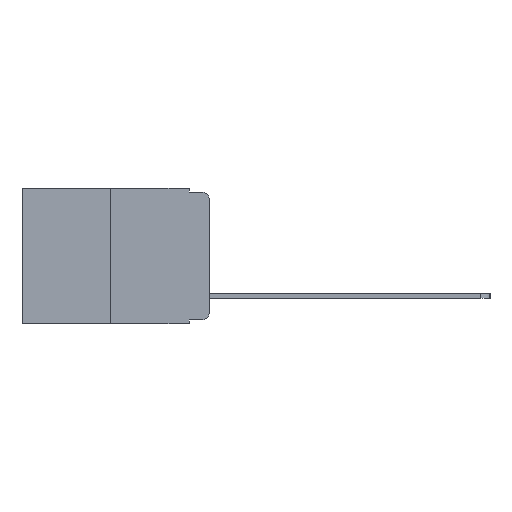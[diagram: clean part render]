
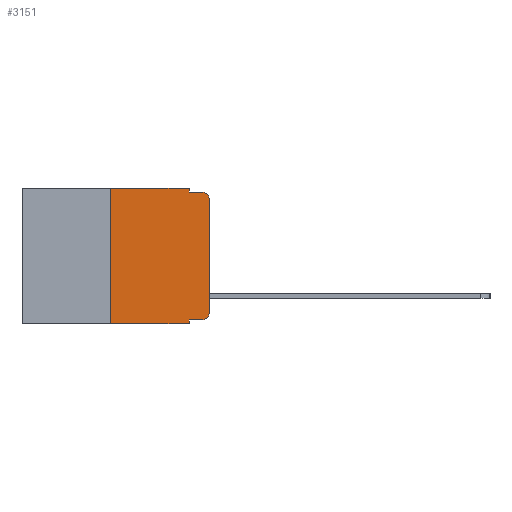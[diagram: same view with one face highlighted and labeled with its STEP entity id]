
A CAD part, left-side view. The second image highlights one B-rep face of the part: STEP entity #3151.
In plain terms, the highlighted planar face has unit normal (-1, 0, 0).
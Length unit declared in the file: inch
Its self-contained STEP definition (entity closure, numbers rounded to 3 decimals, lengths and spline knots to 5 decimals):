
#15 = FACE_OUTER_BOUND ( 'NONE', #225, .T. ) ;
#225 = EDGE_LOOP ( 'NONE', ( #657, #9471, #9531, #8236, #6628, #3693, #5663, #4580, #1846, #9005 ) ) ;
#254 = CARTESIAN_POINT ( 'NONE',  ( 0., 0.25, 0. ) ) ;
#367 = CARTESIAN_POINT ( 'NONE',  ( 0., 0.051, -0.01 ) ) ;
#371 = VERTEX_POINT ( 'NONE', #3851 ) ;
#501 = DIRECTION ( 'NONE',  ( 0., 0., -1. ) ) ;
#657 = ORIENTED_EDGE ( 'NONE', *, *, #8954, .T. ) ;
#765 = CARTESIAN_POINT ( 'NONE',  ( 0., 0.02, -0.01 ) ) ;
#804 = VERTEX_POINT ( 'NONE', #1520 ) ;
#1038 = LINE ( 'NONE', #6676, #5561 ) ;
#1449 = VERTEX_POINT ( 'NONE', #3512 ) ;
#1520 = CARTESIAN_POINT ( 'NONE',  ( 0., 0.051, 0. ) ) ;
#1606 = CIRCLE ( 'NONE', #10339, 0.02 ) ;
#1836 = CARTESIAN_POINT ( 'NONE',  ( 0., 0.02, -0.03 ) ) ;
#1846 = ORIENTED_EDGE ( 'NONE', *, *, #3100, .T. ) ;
#2077 = DIRECTION ( 'NONE',  ( 0., 0., -1. ) ) ;
#2099 = DIRECTION ( 'NONE',  ( -1., 0., 0. ) ) ;
#2170 = EDGE_CURVE ( 'NONE', #4034, #804, #8670, .T. ) ;
#2231 = CARTESIAN_POINT ( 'NONE',  ( 0., 0.02, -0.313 ) ) ;
#2263 = VECTOR ( 'NONE', #8326, 39.37008 ) ;
#2468 = EDGE_CURVE ( 'NONE', #10130, #371, #8541, .T. ) ;
#2538 = LINE ( 'NONE', #254, #2263 ) ;
#2549 = VECTOR ( 'NONE', #9494, 39.37008 ) ;
#2735 = DIRECTION ( 'NONE',  ( 0., 0., -1. ) ) ;
#2906 = CARTESIAN_POINT ( 'NONE',  ( 0., 0., -0.03 ) ) ;
#3100 = EDGE_CURVE ( 'NONE', #1449, #10130, #4894, .T. ) ;
#3101 = DIRECTION ( 'NONE',  ( 0., 0., -1. ) ) ;
#3151 = ADVANCED_FACE ( 'NONE', ( #15 ), #4028, .F. ) ;
#3512 = CARTESIAN_POINT ( 'NONE',  ( 0., 0.051, -0.333 ) ) ;
#3693 = ORIENTED_EDGE ( 'NONE', *, *, #4942, .F. ) ;
#3696 = VECTOR ( 'NONE', #10655, 39.37008 ) ;
#3851 = CARTESIAN_POINT ( 'NONE',  ( 0., 0., -0.313 ) ) ;
#4028 = PLANE ( 'NONE',  #8578 ) ;
#4034 = VERTEX_POINT ( 'NONE', #8871 ) ;
#4324 = EDGE_CURVE ( 'NONE', #1449, #8838, #7184, .T. ) ;
#4580 = ORIENTED_EDGE ( 'NONE', *, *, #4324, .F. ) ;
#4885 = VECTOR ( 'NONE', #3101, 39.37008 ) ;
#4894 = LINE ( 'NONE', #6208, #9167 ) ;
#4942 = EDGE_CURVE ( 'NONE', #6061, #4034, #2538, .T. ) ;
#5546 = CARTESIAN_POINT ( 'NONE',  ( 0., 0.473, 0. ) ) ;
#5561 = VECTOR ( 'NONE', #7538, 39.37008 ) ;
#5595 = CARTESIAN_POINT ( 'NONE',  ( 0., 0.473, -0.343 ) ) ;
#5624 = DIRECTION ( 'NONE',  ( 0., -1., 0. ) ) ;
#5663 = ORIENTED_EDGE ( 'NONE', *, *, #10290, .T. ) ;
#6002 = DIRECTION ( 'NONE',  ( 1., 0., 0. ) ) ;
#6061 = VERTEX_POINT ( 'NONE', #9197 ) ;
#6111 = EDGE_CURVE ( 'NONE', #804, #10397, #8974, .T. ) ;
#6208 = CARTESIAN_POINT ( 'NONE',  ( 0., 0.051, -0.333 ) ) ;
#6365 = VERTEX_POINT ( 'NONE', #765 ) ;
#6579 = CARTESIAN_POINT ( 'NONE',  ( 0., 0.473, 0. ) ) ;
#6628 = ORIENTED_EDGE ( 'NONE', *, *, #2170, .F. ) ;
#6675 = VECTOR ( 'NONE', #5624, 39.37008 ) ;
#6676 = CARTESIAN_POINT ( 'NONE',  ( 0., 0.051, -0.01 ) ) ;
#6888 = DIRECTION ( 'NONE',  ( 0., 0., -1. ) ) ;
#7043 = LINE ( 'NONE', #7147, #2549 ) ;
#7123 = CARTESIAN_POINT ( 'NONE',  ( 0., 0.02, -0.333 ) ) ;
#7147 = CARTESIAN_POINT ( 'NONE',  ( 0., 0., 0. ) ) ;
#7184 = LINE ( 'NONE', #8339, #4885 ) ;
#7538 = DIRECTION ( 'NONE',  ( 0., -1., 0. ) ) ;
#7849 = EDGE_CURVE ( 'NONE', #10397, #6365, #1038, .T. ) ;
#8055 = DIRECTION ( 'NONE',  ( -1., 0., 0. ) ) ;
#8236 = ORIENTED_EDGE ( 'NONE', *, *, #6111, .F. ) ;
#8326 = DIRECTION ( 'NONE',  ( 0., 0., 1. ) ) ;
#8339 = CARTESIAN_POINT ( 'NONE',  ( 0., 0.051, 0. ) ) ;
#8408 = EDGE_CURVE ( 'NONE', #8565, #6365, #1606, .T. ) ;
#8541 = CIRCLE ( 'NONE', #10286, 0.02 ) ;
#8565 = VERTEX_POINT ( 'NONE', #2906 ) ;
#8578 = AXIS2_PLACEMENT_3D ( 'NONE', #6579, #6002, #6888 ) ;
#8670 = LINE ( 'NONE', #5546, #6675 ) ;
#8838 = VERTEX_POINT ( 'NONE', #10204 ) ;
#8871 = CARTESIAN_POINT ( 'NONE',  ( 0., 0.25, 0. ) ) ;
#8954 = EDGE_CURVE ( 'NONE', #371, #8565, #7043, .T. ) ;
#8974 = LINE ( 'NONE', #10959, #10915 ) ;
#9005 = ORIENTED_EDGE ( 'NONE', *, *, #2468, .T. ) ;
#9167 = VECTOR ( 'NONE', #9498, 39.37008 ) ;
#9197 = CARTESIAN_POINT ( 'NONE',  ( 0., 0.25, -0.343 ) ) ;
#9471 = ORIENTED_EDGE ( 'NONE', *, *, #8408, .T. ) ;
#9494 = DIRECTION ( 'NONE',  ( 0., 0., 1. ) ) ;
#9498 = DIRECTION ( 'NONE',  ( 0., -1., 0. ) ) ;
#9531 = ORIENTED_EDGE ( 'NONE', *, *, #7849, .F. ) ;
#10130 = VERTEX_POINT ( 'NONE', #7123 ) ;
#10204 = CARTESIAN_POINT ( 'NONE',  ( 0., 0.051, -0.343 ) ) ;
#10269 = LINE ( 'NONE', #5595, #3696 ) ;
#10286 = AXIS2_PLACEMENT_3D ( 'NONE', #2231, #2099, #2077 ) ;
#10290 = EDGE_CURVE ( 'NONE', #6061, #8838, #10269, .T. ) ;
#10339 = AXIS2_PLACEMENT_3D ( 'NONE', #1836, #8055, #2735 ) ;
#10397 = VERTEX_POINT ( 'NONE', #367 ) ;
#10655 = DIRECTION ( 'NONE',  ( 0., -1., 0. ) ) ;
#10915 = VECTOR ( 'NONE', #501, 39.37008 ) ;
#10959 = CARTESIAN_POINT ( 'NONE',  ( 0., 0.051, 0. ) ) ;
